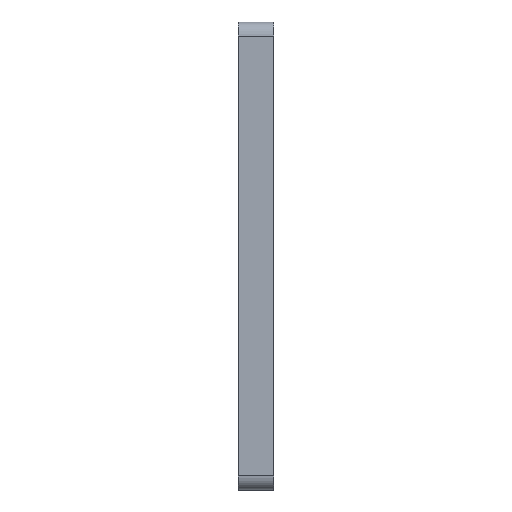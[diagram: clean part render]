
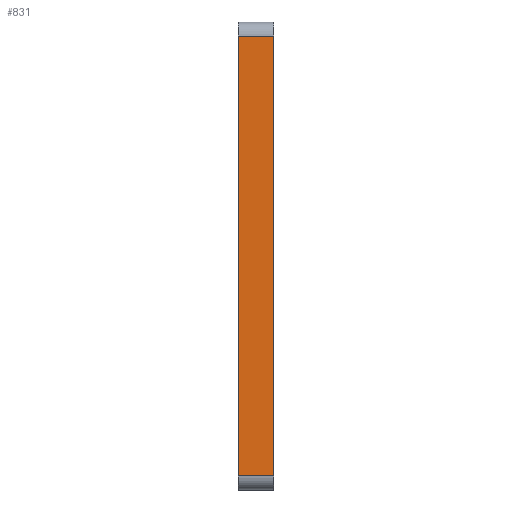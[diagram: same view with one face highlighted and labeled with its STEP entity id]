
A CAD part, left-side view. The second image highlights one B-rep face of the part: STEP entity #831.
In plain terms, the highlighted planar face has unit normal (-1, 0, 0).
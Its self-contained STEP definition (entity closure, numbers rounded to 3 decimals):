
#50 = ORIENTED_EDGE ( 'NONE', *, *, #347, .T. ) ;
#213 = FACE_OUTER_BOUND ( 'NONE', #2616, .T. ) ;
#347 = EDGE_CURVE ( 'NONE', #1992, #529, #2241, .T. ) ;
#370 = CARTESIAN_POINT ( 'NONE',  ( -65., 10., 66.25 ) ) ;
#509 = VECTOR ( 'NONE', #592, 1000. ) ;
#529 = VERTEX_POINT ( 'NONE', #1564 ) ;
#592 = DIRECTION ( 'NONE',  ( 0., 0., 1. ) ) ;
#602 = CARTESIAN_POINT ( 'NONE',  ( -65., 10., -62.25 ) ) ;
#831 = ADVANCED_FACE ( 'NONE', ( #213 ), #2588, .F. ) ;
#883 = ORIENTED_EDGE ( 'NONE', *, *, #1062, .T. ) ;
#944 = CARTESIAN_POINT ( 'NONE',  ( -65., 10., 66.25 ) ) ;
#1057 = VECTOR ( 'NONE', #1357, 1000. ) ;
#1062 = EDGE_CURVE ( 'NONE', #1363, #1097, #1859, .T. ) ;
#1097 = VERTEX_POINT ( 'NONE', #2602 ) ;
#1144 = ORIENTED_EDGE ( 'NONE', *, *, #1877, .F. ) ;
#1214 = LINE ( 'NONE', #2019, #509 ) ;
#1357 = DIRECTION ( 'NONE',  ( 0., 0., 1. ) ) ;
#1363 = VERTEX_POINT ( 'NONE', #2490 ) ;
#1418 = DIRECTION ( 'NONE',  ( 0., 1., 0. ) ) ;
#1428 = DIRECTION ( 'NONE',  ( 0., -1., 0. ) ) ;
#1564 = CARTESIAN_POINT ( 'NONE',  ( -65., 0., -62.25 ) ) ;
#1626 = EDGE_CURVE ( 'NONE', #529, #1363, #1214, .T. ) ;
#1699 = VECTOR ( 'NONE', #1428, 1000. ) ;
#1770 = CARTESIAN_POINT ( 'NONE',  ( -65., 10., -62.25 ) ) ;
#1781 = DIRECTION ( 'NONE',  ( 1., 0., 0. ) ) ;
#1820 = DIRECTION ( 'NONE',  ( 0., 0., -1. ) ) ;
#1859 = LINE ( 'NONE', #2234, #2631 ) ;
#1877 = EDGE_CURVE ( 'NONE', #1992, #1097, #2320, .T. ) ;
#1992 = VERTEX_POINT ( 'NONE', #1770 ) ;
#2019 = CARTESIAN_POINT ( 'NONE',  ( -65., 0., 66.25 ) ) ;
#2102 = AXIS2_PLACEMENT_3D ( 'NONE', #370, #1781, #1820 ) ;
#2127 = ORIENTED_EDGE ( 'NONE', *, *, #1626, .T. ) ;
#2234 = CARTESIAN_POINT ( 'NONE',  ( -65., 10., 62.25 ) ) ;
#2241 = LINE ( 'NONE', #602, #1699 ) ;
#2320 = LINE ( 'NONE', #944, #1057 ) ;
#2490 = CARTESIAN_POINT ( 'NONE',  ( -65., 0., 62.25 ) ) ;
#2588 = PLANE ( 'NONE',  #2102 ) ;
#2602 = CARTESIAN_POINT ( 'NONE',  ( -65., 10., 62.25 ) ) ;
#2616 = EDGE_LOOP ( 'NONE', ( #2127, #883, #1144, #50 ) ) ;
#2631 = VECTOR ( 'NONE', #1418, 1000. ) ;
